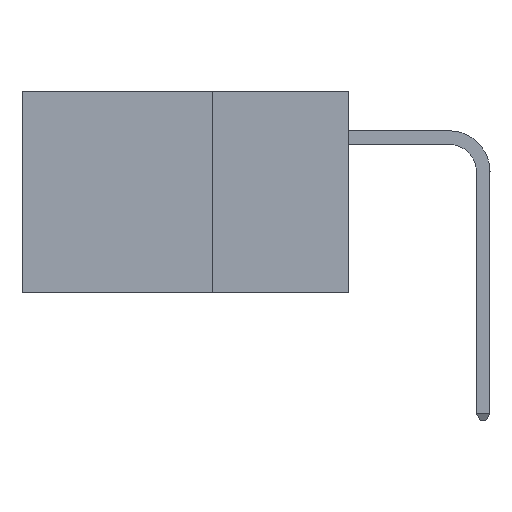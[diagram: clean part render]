
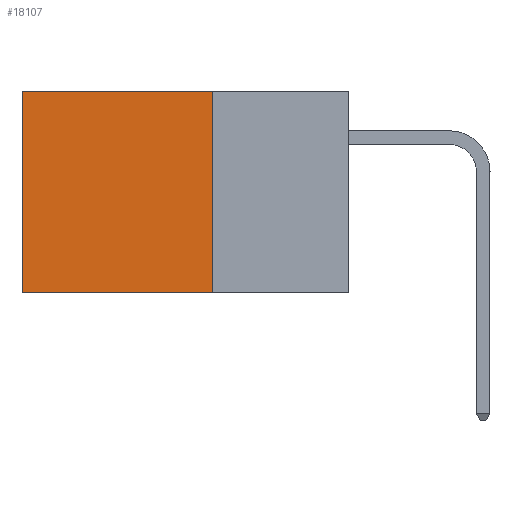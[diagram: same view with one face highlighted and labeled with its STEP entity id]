
A CAD part, left-side view. The second image highlights one B-rep face of the part: STEP entity #18107.
In plain terms, the highlighted planar face has unit normal (-1, 0, 0).
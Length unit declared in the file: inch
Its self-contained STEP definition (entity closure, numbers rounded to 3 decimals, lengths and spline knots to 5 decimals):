
#252 = DIRECTION ( 'NONE',  ( 0., 0., -1. ) ) ;
#1822 = DIRECTION ( 'NONE',  ( 0., 1., 0. ) ) ;
#3912 = EDGE_LOOP ( 'NONE', ( #23793, #5369, #23129, #21415 ) ) ;
#4720 = CARTESIAN_POINT ( 'NONE',  ( 0.2875, 0.6, -0.37 ) ) ;
#5022 = LINE ( 'NONE', #10303, #8163 ) ;
#5369 = ORIENTED_EDGE ( 'NONE', *, *, #6056, .F. ) ;
#5965 = EDGE_CURVE ( 'NONE', #10726, #12769, #5022, .T. ) ;
#6056 = EDGE_CURVE ( 'NONE', #12769, #22926, #9325, .T. ) ;
#7659 = PLANE ( 'NONE',  #14744 ) ;
#8144 = FACE_OUTER_BOUND ( 'NONE', #3912, .T. ) ;
#8163 = VECTOR ( 'NONE', #14099, 39.37008 ) ;
#9325 = LINE ( 'NONE', #20864, #20559 ) ;
#9928 = EDGE_CURVE ( 'NONE', #10726, #20109, #12990, .T. ) ;
#10081 = EDGE_CURVE ( 'NONE', #20109, #22926, #15319, .T. ) ;
#10303 = CARTESIAN_POINT ( 'NONE',  ( 0.2875, 0.25, 0. ) ) ;
#10726 = VERTEX_POINT ( 'NONE', #16794 ) ;
#12686 = VECTOR ( 'NONE', #12765, 39.37008 ) ;
#12765 = DIRECTION ( 'NONE',  ( 0., 0., -1. ) ) ;
#12769 = VERTEX_POINT ( 'NONE', #13729 ) ;
#12990 = LINE ( 'NONE', #14477, #21559 ) ;
#13729 = CARTESIAN_POINT ( 'NONE',  ( 0.2875, 0.25, -0.37 ) ) ;
#14099 = DIRECTION ( 'NONE',  ( 0., 0., -1. ) ) ;
#14121 = CARTESIAN_POINT ( 'NONE',  ( 0.2875, 0.6, 0. ) ) ;
#14477 = CARTESIAN_POINT ( 'NONE',  ( 0.2875, 0.25, 0. ) ) ;
#14744 = AXIS2_PLACEMENT_3D ( 'NONE', #20696, #18960, #252 ) ;
#15319 = LINE ( 'NONE', #19993, #12686 ) ;
#16794 = CARTESIAN_POINT ( 'NONE',  ( 0.2875, 0.25, 0. ) ) ;
#17433 = DIRECTION ( 'NONE',  ( 0., 1., 0. ) ) ;
#18107 = ADVANCED_FACE ( 'NONE', ( #8144 ), #7659, .F. ) ;
#18960 = DIRECTION ( 'NONE',  ( 1., 0., 0. ) ) ;
#19993 = CARTESIAN_POINT ( 'NONE',  ( 0.2875, 0.6, 0. ) ) ;
#20109 = VERTEX_POINT ( 'NONE', #14121 ) ;
#20559 = VECTOR ( 'NONE', #1822, 39.37008 ) ;
#20696 = CARTESIAN_POINT ( 'NONE',  ( 0.2875, 0.25, 0. ) ) ;
#20864 = CARTESIAN_POINT ( 'NONE',  ( 0.2875, 0.25, -0.37 ) ) ;
#21415 = ORIENTED_EDGE ( 'NONE', *, *, #9928, .T. ) ;
#21559 = VECTOR ( 'NONE', #17433, 39.37008 ) ;
#22926 = VERTEX_POINT ( 'NONE', #4720 ) ;
#23129 = ORIENTED_EDGE ( 'NONE', *, *, #5965, .F. ) ;
#23793 = ORIENTED_EDGE ( 'NONE', *, *, #10081, .T. ) ;
